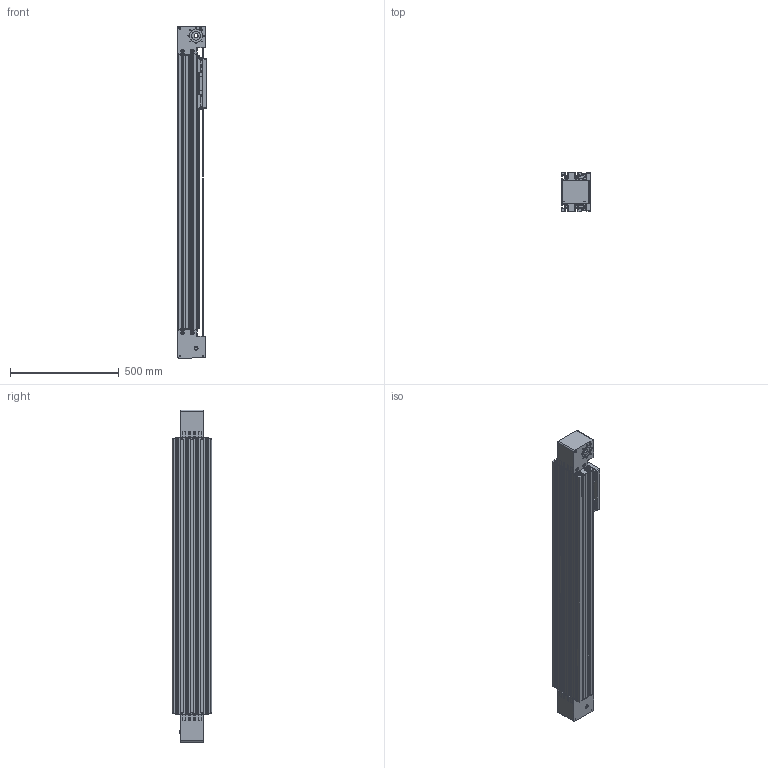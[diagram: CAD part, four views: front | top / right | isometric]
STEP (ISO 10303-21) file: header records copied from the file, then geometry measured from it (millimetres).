
FILE_DESCRIPTION(/* description */ ('STEP AP214'),/* implementation_level */ '2;1');
FILE_NAME(/* name */ '800.102 CAD FILE.stp',/* time_stamp */ '2022-06-15T10:54:36+02:00',/* author */ ('Utente'),/* organization */ (''),/* preprocessor_version */ 'ST-DEVELOPER v18.1',/* originating_system */ 'Autodesk Inventor 2022',/* authorisation */ '');
FILE_SCHEMA (('AUTOMOTIVE_DESIGN { 1 0 10303 214 3 1 1 }'));
Products named in the file (5): 800.102 CAD FILE; Profilo 800.102; Carrello 800.102; Testata condotta 800.100; Testata di traino 800.090
Assembly tree (4 placements, depth 2):
  800.102 CAD FILE
    Profilo 800.102
    Carrello 800.102
    Testata condotta 800.100
    Testata di traino 800.090
Bounding box: 132.5 x 180 x 1530 mm (x, y, z)
Volume: 21805149.7 mm3; surface area: 2316778.7 mm2
Topology: 14 solids, 22 shells, 3641 faces, 10277 edges, 6899 vertices
Faces by surface type: plane 2147, cylinder 1326, bspline 64, cone 55, torus 45, sphere 4
Full cylindrical faces by diameter (mm): 3.5 x20, 4.1 x4, 4.134 x8, 4.8 x4, 4.9 x8, 4.917 x16, 5 x2, 5.5 x16, 6 x22, 6.8 x2, 7 x18, 8 x18, 10 x6, 11 x8, 12 x5, 14 x2, 16 x8, 17.3 x8, 17.6 x1, 18 x1, 19 x9, 19.5 x2, 20 x4, 23.116 x1, 30 x1, 40 x2, 60 x2
Entity records: 133978 total; most frequent: CARTESIAN_POINT 35894, ORIENTED_EDGE 20486, DIRECTION 19961, EDGE_CURVE 10243, LINE 7073, VECTOR 7073, VERTEX_POINT 6899, AXIS2_PLACEMENT_3D 6444
